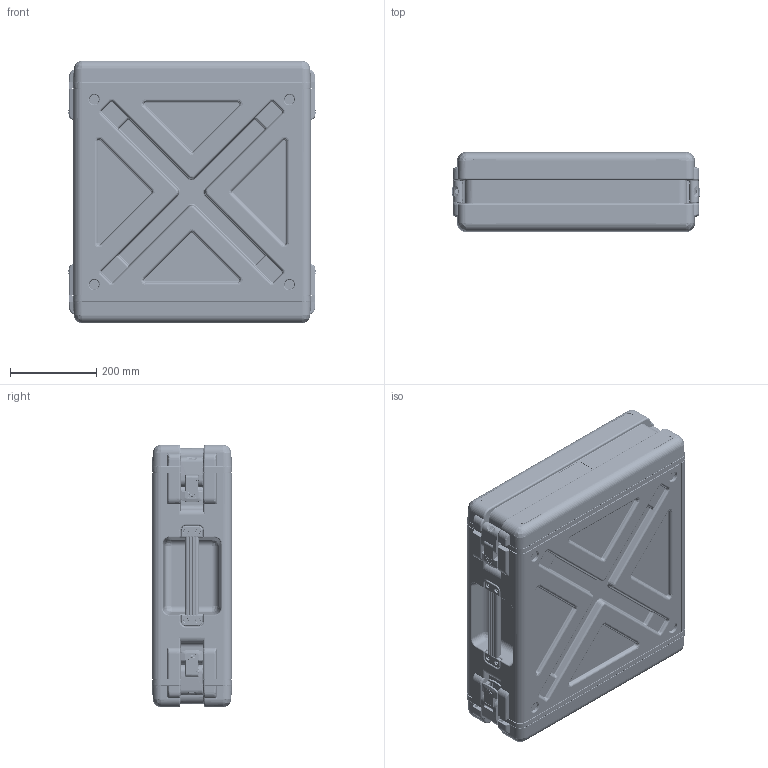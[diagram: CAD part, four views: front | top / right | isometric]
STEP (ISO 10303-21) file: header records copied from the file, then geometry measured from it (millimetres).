
FILE_DESCRIPTION (( 'STEP AP203' ), '1' );
FILE_NAME ('R3U48.STEP', '2023-11-13T05:02:03', ( 'admin' ), ( '' ), 'SwSTEP 2.0', 'SolidWorks 2022', '' );
FILE_SCHEMA (( 'CONFIG_CONTROL_DESIGN' ));
Products named in the file (12): R3U48-De_默认; 3udi2_3.STEP; 3usb2_3_默认; R3U48; B_.STEP; CP_1LASUO-GAI_X_.STEP; 3uzk2_3_默认; 3uce2_3_默认; CP_1LASUO-ZUO_X_.STEP; 3U-re_默认; LK8040_asm_默认; 3U-lks_默认
Assembly tree (20 placements, depth 3):
  R3U48
    3uzk2_3_默认
    3udi2_3.STEP  x2
    3uce2_3_默认  x2
    3usb2_3_默认  x2
    LK8040_asm_默认  x4
      CP_1LASUO-GAI_X_.STEP
      CP_1LASUO-ZUO_X_.STEP
      B_.STEP
    R3U48-De_默认  x2
    3U-re_默认  x2
    3U-lks_默认  x2
Bounding box: 574.59 x 185.5 x 610 mm (x, y, z)
Volume: 6099401.7 mm3; surface area: 3739547 mm2
Topology: 20 solids, 32 shells, 10126 faces, 25654 edges, 15694 vertices
Faces by surface type: cylinder 3800, bspline 3012, plane 2754, cone 552, torus 8
Entity records: 268692 total; most frequent: CARTESIAN_POINT 159387, ORIENTED_EDGE 26723, DIRECTION 15824, EDGE_CURVE 13380, VERTEX_POINT 8225, B_SPLINE_CURVE_WITH_KNOTS 6094, EDGE_LOOP 5669, AXIS2_PLACEMENT_3D 5619
